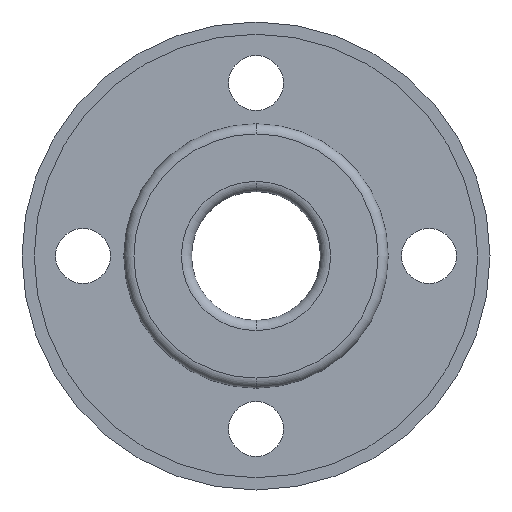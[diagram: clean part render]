
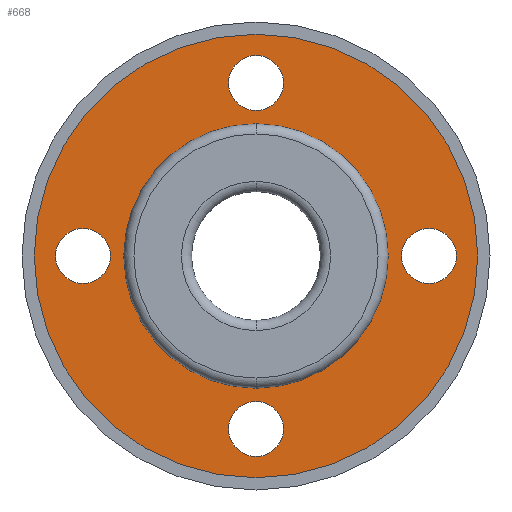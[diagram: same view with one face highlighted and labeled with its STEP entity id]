
A CAD part, front view. The second image highlights one B-rep face of the part: STEP entity #668.
In plain terms, the highlighted planar face has unit normal (0, -1, 0).
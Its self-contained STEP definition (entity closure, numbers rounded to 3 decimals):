
#11 = EDGE_CURVE ( 'NONE', #1310, #951, #355, .T. ) ;
#28 = VERTEX_POINT ( 'NONE', #647 ) ;
#31 = AXIS2_PLACEMENT_3D ( 'NONE', #300, #703, #926 ) ;
#34 = ORIENTED_EDGE ( 'NONE', *, *, #948, .T. ) ;
#35 = ORIENTED_EDGE ( 'NONE', *, *, #156, .T. ) ;
#37 = FACE_OUTER_BOUND ( 'NONE', #744, .T. ) ;
#55 = CARTESIAN_POINT ( 'NONE',  ( 0., 13.5, -35.75 ) ) ;
#65 = CARTESIAN_POINT ( 'NONE',  ( 0., 13.5, -54.5 ) ) ;
#66 = ORIENTED_EDGE ( 'NONE', *, *, #11, .F. ) ;
#96 = EDGE_CURVE ( 'NONE', #1223, #103, #953, .T. ) ;
#103 = VERTEX_POINT ( 'NONE', #55 ) ;
#108 = ORIENTED_EDGE ( 'NONE', *, *, #486, .F. ) ;
#140 = CARTESIAN_POINT ( 'NONE',  ( 0., 13.5, 35.75 ) ) ;
#150 = CARTESIAN_POINT ( 'NONE',  ( -49.25, 13.5, 0. ) ) ;
#151 = FACE_BOUND ( 'NONE', #389, .T. ) ;
#156 = EDGE_CURVE ( 'NONE', #1031, #1132, #1166, .T. ) ;
#160 = EDGE_CURVE ( 'NONE', #28, #443, #328, .T. ) ;
#177 = DIRECTION ( 'NONE',  ( 0., -1., 0. ) ) ;
#182 = CARTESIAN_POINT ( 'NONE',  ( 35.75, 13.5, 0. ) ) ;
#183 = AXIS2_PLACEMENT_3D ( 'NONE', #640, #1055, #354 ) ;
#187 = AXIS2_PLACEMENT_3D ( 'NONE', #928, #617, #1038 ) ;
#189 = VERTEX_POINT ( 'NONE', #182 ) ;
#225 = CARTESIAN_POINT ( 'NONE',  ( -42.5, 13.5, 0. ) ) ;
#226 = DIRECTION ( 'NONE',  ( 0., -1., 0. ) ) ;
#229 = EDGE_LOOP ( 'NONE', ( #66, #1146 ) ) ;
#240 = AXIS2_PLACEMENT_3D ( 'NONE', #976, #460, #769 ) ;
#241 = DIRECTION ( 'NONE',  ( -1., 0., 0. ) ) ;
#288 = DIRECTION ( 'NONE',  ( 0., 0., 1. ) ) ;
#300 = CARTESIAN_POINT ( 'NONE',  ( 0., 13.5, 42.5 ) ) ;
#308 = VERTEX_POINT ( 'NONE', #140 ) ;
#314 = VERTEX_POINT ( 'NONE', #416 ) ;
#327 = CARTESIAN_POINT ( 'NONE',  ( 42.5, 13.5, 0. ) ) ;
#328 = CIRCLE ( 'NONE', #820, 54.5 ) ;
#354 = DIRECTION ( 'NONE',  ( 0., 0., -1. ) ) ;
#355 = CIRCLE ( 'NONE', #1112, 6.75 ) ;
#382 = CARTESIAN_POINT ( 'NONE',  ( 0., 13.5, 0. ) ) ;
#389 = EDGE_LOOP ( 'NONE', ( #710, #866 ) ) ;
#392 = CARTESIAN_POINT ( 'NONE',  ( -35.75, 13.5, 0. ) ) ;
#393 = DIRECTION ( 'NONE',  ( 0., -1., 0. ) ) ;
#413 = AXIS2_PLACEMENT_3D ( 'NONE', #1297, #177, #764 ) ;
#416 = CARTESIAN_POINT ( 'NONE',  ( 49.25, 13.5, 0. ) ) ;
#428 = EDGE_CURVE ( 'NONE', #189, #314, #1190, .T. ) ;
#443 = VERTEX_POINT ( 'NONE', #65 ) ;
#458 = FACE_BOUND ( 'NONE', #1108, .T. ) ;
#460 = DIRECTION ( 'NONE',  ( 0., 1., 0. ) ) ;
#475 = CARTESIAN_POINT ( 'NONE',  ( 0., 13.5, 49.25 ) ) ;
#486 = EDGE_CURVE ( 'NONE', #443, #28, #920, .T. ) ;
#492 = EDGE_LOOP ( 'NONE', ( #1275, #892 ) ) ;
#503 = CIRCLE ( 'NONE', #187, 6.75 ) ;
#519 = AXIS2_PLACEMENT_3D ( 'NONE', #1096, #393, #697 ) ;
#533 = FACE_BOUND ( 'NONE', #492, .T. ) ;
#586 = CIRCLE ( 'NONE', #519, 6.75 ) ;
#587 = DIRECTION ( 'NONE',  ( 0., -1., 0. ) ) ;
#617 = DIRECTION ( 'NONE',  ( 0., -1., 0. ) ) ;
#632 = ORIENTED_EDGE ( 'NONE', *, *, #1065, .F. ) ;
#640 = CARTESIAN_POINT ( 'NONE',  ( 0., 13.5, 0. ) ) ;
#647 = CARTESIAN_POINT ( 'NONE',  ( 0., 13.5, 54.5 ) ) ;
#661 = CARTESIAN_POINT ( 'NONE',  ( 0., 13.5, 0. ) ) ;
#662 = EDGE_CURVE ( 'NONE', #951, #1310, #893, .T. ) ;
#668 = ADVANCED_FACE ( 'NONE', ( #1068, #458, #151, #533, #740, #37 ), #876, .T. ) ;
#697 = DIRECTION ( 'NONE',  ( 0., 0., -1. ) ) ;
#703 = DIRECTION ( 'NONE',  ( 0., -1., 0. ) ) ;
#710 = ORIENTED_EDGE ( 'NONE', *, *, #1229, .F. ) ;
#714 = CIRCLE ( 'NONE', #933, 6.75 ) ;
#717 = ORIENTED_EDGE ( 'NONE', *, *, #160, .F. ) ;
#724 = CIRCLE ( 'NONE', #1014, 32.5 ) ;
#740 = FACE_BOUND ( 'NONE', #1067, .T. ) ;
#744 = EDGE_LOOP ( 'NONE', ( #717, #108 ) ) ;
#757 = CARTESIAN_POINT ( 'NONE',  ( -42.5, 13.5, 0. ) ) ;
#764 = DIRECTION ( 'NONE',  ( 0., 0., -1. ) ) ;
#769 = DIRECTION ( 'NONE',  ( 0., 0., 1. ) ) ;
#777 = AXIS2_PLACEMENT_3D ( 'NONE', #382, #991, #288 ) ;
#787 = CARTESIAN_POINT ( 'NONE',  ( 0., 13.5, 0. ) ) ;
#812 = CARTESIAN_POINT ( 'NONE',  ( 0., 13.5, 32.5 ) ) ;
#820 = AXIS2_PLACEMENT_3D ( 'NONE', #787, #1202, #1110 ) ;
#858 = DIRECTION ( 'NONE',  ( 1., 0., 0. ) ) ;
#866 = ORIENTED_EDGE ( 'NONE', *, *, #428, .F. ) ;
#876 = PLANE ( 'NONE',  #183 ) ;
#882 = DIRECTION ( 'NONE',  ( 0., 0., 1. ) ) ;
#884 = DIRECTION ( 'NONE',  ( 1., 0., 0. ) ) ;
#892 = ORIENTED_EDGE ( 'NONE', *, *, #1289, .F. ) ;
#893 = CIRCLE ( 'NONE', #1168, 6.75 ) ;
#906 = DIRECTION ( 'NONE',  ( 0., 1., 0. ) ) ;
#920 = CIRCLE ( 'NONE', #240, 54.5 ) ;
#926 = DIRECTION ( 'NONE',  ( 0., 0., 1. ) ) ;
#928 = CARTESIAN_POINT ( 'NONE',  ( 0., 13.5, 42.5 ) ) ;
#933 = AXIS2_PLACEMENT_3D ( 'NONE', #327, #226, #858 ) ;
#948 = EDGE_CURVE ( 'NONE', #1132, #1031, #724, .T. ) ;
#951 = VERTEX_POINT ( 'NONE', #392 ) ;
#953 = CIRCLE ( 'NONE', #413, 6.75 ) ;
#959 = DIRECTION ( 'NONE',  ( 0., -1., 0. ) ) ;
#976 = CARTESIAN_POINT ( 'NONE',  ( 0., 13.5, 0. ) ) ;
#982 = CARTESIAN_POINT ( 'NONE',  ( 42.5, 13.5, 0. ) ) ;
#991 = DIRECTION ( 'NONE',  ( 0., 1., 0. ) ) ;
#1014 = AXIS2_PLACEMENT_3D ( 'NONE', #661, #906, #882 ) ;
#1015 = CIRCLE ( 'NONE', #31, 6.75 ) ;
#1031 = VERTEX_POINT ( 'NONE', #812 ) ;
#1033 = CARTESIAN_POINT ( 'NONE',  ( 0., 13.5, -32.5 ) ) ;
#1038 = DIRECTION ( 'NONE',  ( 0., 0., 1. ) ) ;
#1055 = DIRECTION ( 'NONE',  ( 0., -1., 0. ) ) ;
#1065 = EDGE_CURVE ( 'NONE', #1334, #308, #1015, .T. ) ;
#1067 = EDGE_LOOP ( 'NONE', ( #35, #34 ) ) ;
#1068 = FACE_BOUND ( 'NONE', #229, .T. ) ;
#1096 = CARTESIAN_POINT ( 'NONE',  ( 0., 13.5, -42.5 ) ) ;
#1108 = EDGE_LOOP ( 'NONE', ( #632, #1333 ) ) ;
#1110 = DIRECTION ( 'NONE',  ( 0., 0., 1. ) ) ;
#1112 = AXIS2_PLACEMENT_3D ( 'NONE', #757, #959, #1165 ) ;
#1130 = EDGE_CURVE ( 'NONE', #308, #1334, #503, .T. ) ;
#1132 = VERTEX_POINT ( 'NONE', #1033 ) ;
#1146 = ORIENTED_EDGE ( 'NONE', *, *, #662, .F. ) ;
#1165 = DIRECTION ( 'NONE',  ( -1., 0., 0. ) ) ;
#1166 = CIRCLE ( 'NONE', #777, 32.5 ) ;
#1168 = AXIS2_PLACEMENT_3D ( 'NONE', #225, #587, #241 ) ;
#1190 = CIRCLE ( 'NONE', #1257, 6.75 ) ;
#1202 = DIRECTION ( 'NONE',  ( 0., 1., 0. ) ) ;
#1223 = VERTEX_POINT ( 'NONE', #1251 ) ;
#1229 = EDGE_CURVE ( 'NONE', #314, #189, #714, .T. ) ;
#1251 = CARTESIAN_POINT ( 'NONE',  ( 0., 13.5, -49.25 ) ) ;
#1257 = AXIS2_PLACEMENT_3D ( 'NONE', #982, #1288, #884 ) ;
#1275 = ORIENTED_EDGE ( 'NONE', *, *, #96, .F. ) ;
#1288 = DIRECTION ( 'NONE',  ( 0., -1., 0. ) ) ;
#1289 = EDGE_CURVE ( 'NONE', #103, #1223, #586, .T. ) ;
#1297 = CARTESIAN_POINT ( 'NONE',  ( 0., 13.5, -42.5 ) ) ;
#1310 = VERTEX_POINT ( 'NONE', #150 ) ;
#1333 = ORIENTED_EDGE ( 'NONE', *, *, #1130, .F. ) ;
#1334 = VERTEX_POINT ( 'NONE', #475 ) ;
